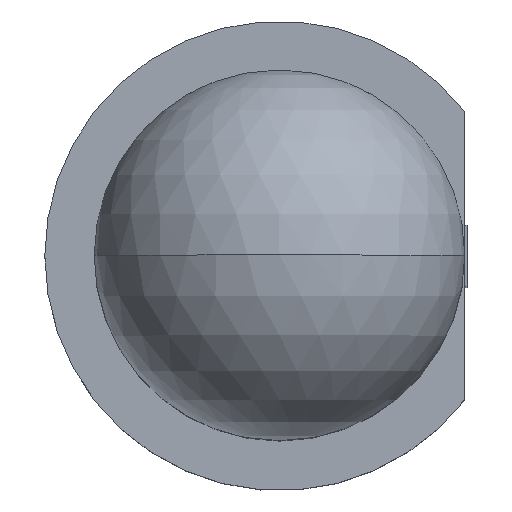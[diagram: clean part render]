
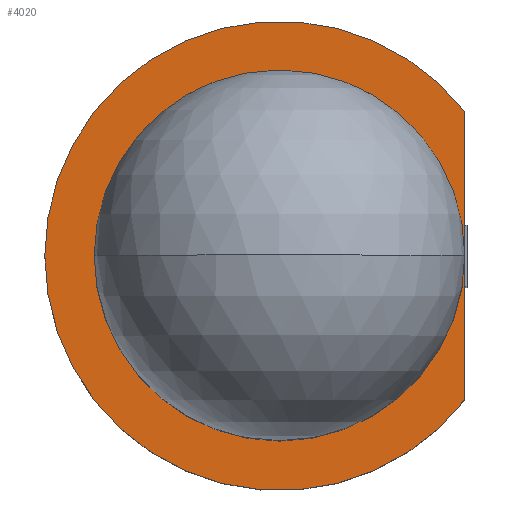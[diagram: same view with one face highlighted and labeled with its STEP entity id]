
A CAD part, top view. The second image highlights one B-rep face of the part: STEP entity #4020.
In plain terms, the highlighted planar face has unit normal (0, 0, 1).
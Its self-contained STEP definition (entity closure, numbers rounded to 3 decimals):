
#85 = EDGE_CURVE ( 'NONE', #3439, #456, #3681, .T. ) ;
#275 = EDGE_CURVE ( 'NONE', #456, #3439, #808, .T. ) ;
#291 = AXIS2_PLACEMENT_3D ( 'NONE', #828, #3734, #3754 ) ;
#456 = VERTEX_POINT ( 'NONE', #1378 ) ;
#520 = CARTESIAN_POINT ( 'NONE',  ( 1.5, 1.166, 1. ) ) ;
#622 = DIRECTION ( 'NONE',  ( 0., 0., 1. ) ) ;
#658 = ORIENTED_EDGE ( 'NONE', *, *, #2878, .F. ) ;
#728 = CARTESIAN_POINT ( 'NONE',  ( 1.5, 1.166, 1. ) ) ;
#808 = CIRCLE ( 'NONE', #3519, 1.5 ) ;
#828 = CARTESIAN_POINT ( 'NONE',  ( 0., 0., 1. ) ) ;
#864 = LINE ( 'NONE', #1839, #1816 ) ;
#873 = AXIS2_PLACEMENT_3D ( 'NONE', #1050, #4048, #2351 ) ;
#882 = CARTESIAN_POINT ( 'NONE',  ( 0., 0., 1. ) ) ;
#1014 = ORIENTED_EDGE ( 'NONE', *, *, #3702, .T. ) ;
#1050 = CARTESIAN_POINT ( 'NONE',  ( 0., 0., 1. ) ) ;
#1056 = EDGE_LOOP ( 'NONE', ( #3956, #2196, #1014, #658, #2740, #2906 ) ) ;
#1061 = VERTEX_POINT ( 'NONE', #2462 ) ;
#1167 = CARTESIAN_POINT ( 'NONE',  ( -1.9, 0., 1. ) ) ;
#1210 = AXIS2_PLACEMENT_3D ( 'NONE', #882, #1539, #3466 ) ;
#1378 = CARTESIAN_POINT ( 'NONE',  ( -1.5, 0., 1. ) ) ;
#1515 = DIRECTION ( 'NONE',  ( 0., -1., 0. ) ) ;
#1539 = DIRECTION ( 'NONE',  ( 0., 0., 1. ) ) ;
#1690 = FACE_OUTER_BOUND ( 'NONE', #1056, .T. ) ;
#1706 = VERTEX_POINT ( 'NONE', #1167 ) ;
#1816 = VECTOR ( 'NONE', #1515, 1000. ) ;
#1839 = CARTESIAN_POINT ( 'NONE',  ( 1.5, 1.166, 1. ) ) ;
#1872 = CARTESIAN_POINT ( 'NONE',  ( 0., 0., 1. ) ) ;
#1958 = VECTOR ( 'NONE', #4068, 1000. ) ;
#2196 = ORIENTED_EDGE ( 'NONE', *, *, #2677, .T. ) ;
#2351 = DIRECTION ( 'NONE',  ( 1., 0., 0. ) ) ;
#2417 = PLANE ( 'NONE',  #1210 ) ;
#2462 = CARTESIAN_POINT ( 'NONE',  ( 1.5, -1.166, 1. ) ) ;
#2607 = CARTESIAN_POINT ( 'NONE',  ( 1.5, 0., 1. ) ) ;
#2624 = CIRCLE ( 'NONE', #291, 1.9 ) ;
#2677 = EDGE_CURVE ( 'NONE', #3672, #1706, #3961, .T. ) ;
#2740 = ORIENTED_EDGE ( 'NONE', *, *, #275, .F. ) ;
#2878 = EDGE_CURVE ( 'NONE', #3439, #1061, #864, .T. ) ;
#2906 = ORIENTED_EDGE ( 'NONE', *, *, #85, .F. ) ;
#2994 = AXIS2_PLACEMENT_3D ( 'NONE', #4169, #622, #3255 ) ;
#3194 = DIRECTION ( 'NONE',  ( 1., 0., 0. ) ) ;
#3255 = DIRECTION ( 'NONE',  ( 1., 0., 0. ) ) ;
#3439 = VERTEX_POINT ( 'NONE', #2607 ) ;
#3455 = DIRECTION ( 'NONE',  ( 0., 0., 1. ) ) ;
#3466 = DIRECTION ( 'NONE',  ( 1., 0., 0. ) ) ;
#3519 = AXIS2_PLACEMENT_3D ( 'NONE', #1872, #3455, #3194 ) ;
#3653 = LINE ( 'NONE', #728, #1958 ) ;
#3672 = VERTEX_POINT ( 'NONE', #520 ) ;
#3681 = CIRCLE ( 'NONE', #873, 1.5 ) ;
#3702 = EDGE_CURVE ( 'NONE', #1706, #1061, #2624, .T. ) ;
#3734 = DIRECTION ( 'NONE',  ( 0., 0., 1. ) ) ;
#3754 = DIRECTION ( 'NONE',  ( 1., 0., 0. ) ) ;
#3956 = ORIENTED_EDGE ( 'NONE', *, *, #3962, .F. ) ;
#3961 = CIRCLE ( 'NONE', #2994, 1.9 ) ;
#3962 = EDGE_CURVE ( 'NONE', #3672, #3439, #3653, .T. ) ;
#4020 = ADVANCED_FACE ( 'NONE', ( #1690 ), #2417, .T. ) ;
#4048 = DIRECTION ( 'NONE',  ( 0., 0., 1. ) ) ;
#4068 = DIRECTION ( 'NONE',  ( 0., -1., 0. ) ) ;
#4169 = CARTESIAN_POINT ( 'NONE',  ( 0., 0., 1. ) ) ;
